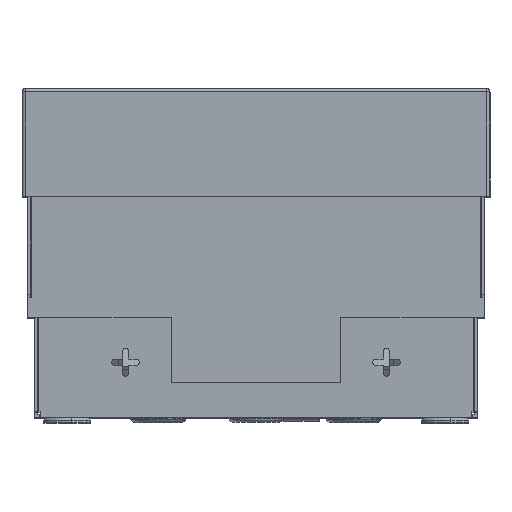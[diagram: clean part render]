
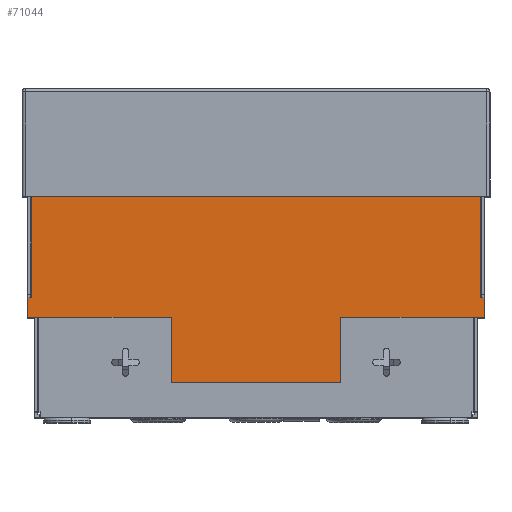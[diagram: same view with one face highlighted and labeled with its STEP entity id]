
A CAD part, top view. The second image highlights one B-rep face of the part: STEP entity #71044.
In plain terms, the highlighted face is planar.
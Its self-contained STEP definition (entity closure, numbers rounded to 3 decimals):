
#529 = ORIENTED_EDGE ( 'NONE', *, *, #87071, .T. ) ;
#1429 = VECTOR ( 'NONE', #77549, 1000. ) ;
#2145 = VERTEX_POINT ( 'NONE', #15439 ) ;
#4029 = CARTESIAN_POINT ( 'NONE',  ( 68.8, 70., 39. ) ) ;
#4089 = VECTOR ( 'NONE', #43770, 1000. ) ;
#4143 = VERTEX_POINT ( 'NONE', #39835 ) ;
#4269 = LINE ( 'NONE', #4306, #14881 ) ;
#4306 = CARTESIAN_POINT ( 'NONE',  ( -70., 70., 45. ) ) ;
#4340 = CARTESIAN_POINT ( 'NONE',  ( 68.17, 70., 1.6 ) ) ;
#4740 = DIRECTION ( 'NONE',  ( 0., 0., -1. ) ) ;
#5717 = DIRECTION ( 'NONE',  ( -1., 0., 0. ) ) ;
#6265 = LINE ( 'NONE', #15752, #38304 ) ;
#6703 = LINE ( 'NONE', #103948, #4089 ) ;
#6721 = VERTEX_POINT ( 'NONE', #59245 ) ;
#7043 = DIRECTION ( 'NONE',  ( 1., 0., 0. ) ) ;
#8154 = ORIENTED_EDGE ( 'NONE', *, *, #75712, .T. ) ;
#10357 = LINE ( 'NONE', #39188, #37029 ) ;
#12314 = DIRECTION ( 'NONE',  ( -1., 0., 0. ) ) ;
#13188 = EDGE_CURVE ( 'NONE', #94487, #6721, #32921, .T. ) ;
#13408 = CARTESIAN_POINT ( 'NONE',  ( -70., 70., 1.83 ) ) ;
#14881 = VECTOR ( 'NONE', #90972, 1000. ) ;
#15439 = CARTESIAN_POINT ( 'NONE',  ( 68.17, 70., 1.6 ) ) ;
#15752 = CARTESIAN_POINT ( 'NONE',  ( 76.083, 70., 39. ) ) ;
#16515 = ORIENTED_EDGE ( 'NONE', *, *, #13188, .F. ) ;
#18131 = LINE ( 'NONE', #4340, #42192 ) ;
#18904 = EDGE_CURVE ( 'NONE', #98115, #54512, #6265, .T. ) ;
#19548 = EDGE_CURVE ( 'NONE', #2145, #56787, #18131, .T. ) ;
#20529 = LINE ( 'NONE', #13408, #23209 ) ;
#21116 = LINE ( 'NONE', #66130, #109441 ) ;
#21358 = LINE ( 'NONE', #59567, #1429 ) ;
#21411 = DIRECTION ( 'NONE',  ( 0., 0., -1. ) ) ;
#22023 = VERTEX_POINT ( 'NONE', #90658 ) ;
#22554 = CARTESIAN_POINT ( 'NONE',  ( -68.17, 70., 45. ) ) ;
#22667 = ORIENTED_EDGE ( 'NONE', *, *, #31679, .T. ) ;
#23209 = VECTOR ( 'NONE', #12314, 1000. ) ;
#25169 = CARTESIAN_POINT ( 'NONE',  ( 68.8, 70., -23. ) ) ;
#25804 = DIRECTION ( 'NONE',  ( 0., 0., 1. ) ) ;
#28356 = EDGE_LOOP ( 'NONE', ( #58305, #22667, #29481, #30024, #16515, #107551, #108855, #8154, #43091, #93781, #104190, #89942, #35961, #54287, #55773, #529, #96394, #43044 ) ) ;
#29481 = ORIENTED_EDGE ( 'NONE', *, *, #18904, .T. ) ;
#30024 = ORIENTED_EDGE ( 'NONE', *, *, #89209, .F. ) ;
#30818 = VECTOR ( 'NONE', #59602, 1000. ) ;
#30895 = VECTOR ( 'NONE', #56992, 1000. ) ;
#31679 = EDGE_CURVE ( 'NONE', #4143, #98115, #21116, .T. ) ;
#32431 = EDGE_CURVE ( 'NONE', #102738, #34677, #49081, .T. ) ;
#32636 = EDGE_CURVE ( 'NONE', #91496, #44871, #10357, .T. ) ;
#32835 = DIRECTION ( 'NONE',  ( 1., 0., 0. ) ) ;
#32921 = LINE ( 'NONE', #41415, #105289 ) ;
#33400 = CARTESIAN_POINT ( 'NONE',  ( -70., 70., 45. ) ) ;
#33518 = CARTESIAN_POINT ( 'NONE',  ( -68.8, 70., 1.83 ) ) ;
#33609 = LINE ( 'NONE', #55847, #30895 ) ;
#33871 = CARTESIAN_POINT ( 'NONE',  ( -70., 70., 45. ) ) ;
#34152 = DIRECTION ( 'NONE',  ( 0., 0., -1. ) ) ;
#34677 = VERTEX_POINT ( 'NONE', #92585 ) ;
#35961 = ORIENTED_EDGE ( 'NONE', *, *, #39800, .F. ) ;
#36293 = CARTESIAN_POINT ( 'NONE',  ( 68.17, 70., 1.83 ) ) ;
#37029 = VECTOR ( 'NONE', #47447, 1000. ) ;
#37116 = LINE ( 'NONE', #103291, #102709 ) ;
#38258 = LINE ( 'NONE', #90493, #86522 ) ;
#38304 = VECTOR ( 'NONE', #84656, 1000. ) ;
#38695 = VERTEX_POINT ( 'NONE', #79918 ) ;
#39188 = CARTESIAN_POINT ( 'NONE',  ( 26., 70., 45. ) ) ;
#39729 = VECTOR ( 'NONE', #25804, 1000. ) ;
#39800 = EDGE_CURVE ( 'NONE', #22023, #34677, #38258, .T. ) ;
#39835 = CARTESIAN_POINT ( 'NONE',  ( 70., 70., 45. ) ) ;
#41415 = CARTESIAN_POINT ( 'NONE',  ( 70., 70., 1.83 ) ) ;
#42192 = VECTOR ( 'NONE', #21411, 1000. ) ;
#43044 = ORIENTED_EDGE ( 'NONE', *, *, #32636, .T. ) ;
#43091 = ORIENTED_EDGE ( 'NONE', *, *, #63863, .F. ) ;
#43770 = DIRECTION ( 'NONE',  ( 1., 0., 0. ) ) ;
#44871 = VERTEX_POINT ( 'NONE', #81814 ) ;
#46640 = LINE ( 'NONE', #54469, #104158 ) ;
#47447 = DIRECTION ( 'NONE',  ( 0., 0., -1. ) ) ;
#48622 = EDGE_CURVE ( 'NONE', #38695, #78331, #37116, .T. ) ;
#49081 = LINE ( 'NONE', #95754, #39729 ) ;
#49328 = AXIS2_PLACEMENT_3D ( 'NONE', #33400, #76787, #34152 ) ;
#50051 = VECTOR ( 'NONE', #4740, 1000. ) ;
#50939 = LINE ( 'NONE', #25169, #30818 ) ;
#50954 = DIRECTION ( 'NONE',  ( -1., 0., 0. ) ) ;
#51596 = LINE ( 'NONE', #56162, #94427 ) ;
#52319 = FACE_OUTER_BOUND ( 'NONE', #28356, .T. ) ;
#53516 = VERTEX_POINT ( 'NONE', #90363 ) ;
#54287 = ORIENTED_EDGE ( 'NONE', *, *, #94133, .T. ) ;
#54469 = CARTESIAN_POINT ( 'NONE',  ( -26., 70., 45. ) ) ;
#54512 = VERTEX_POINT ( 'NONE', #4029 ) ;
#55167 = VECTOR ( 'NONE', #5717, 1000. ) ;
#55773 = ORIENTED_EDGE ( 'NONE', *, *, #48622, .F. ) ;
#55847 = CARTESIAN_POINT ( 'NONE',  ( -70., 70., 45. ) ) ;
#56162 = CARTESIAN_POINT ( 'NONE',  ( 68.17, 70., 45. ) ) ;
#56508 = CARTESIAN_POINT ( 'NONE',  ( 0., 70., 0. ) ) ;
#56787 = VERTEX_POINT ( 'NONE', #102863 ) ;
#56992 = DIRECTION ( 'NONE',  ( -1., 0., 0. ) ) ;
#57161 = DIRECTION ( 'NONE',  ( 0., 0., -1. ) ) ;
#58086 = CARTESIAN_POINT ( 'NONE',  ( -68.17, 70., 1.83 ) ) ;
#58305 = ORIENTED_EDGE ( 'NONE', *, *, #62584, .F. ) ;
#59245 = CARTESIAN_POINT ( 'NONE',  ( 68.8, 70., 1.83 ) ) ;
#59567 = CARTESIAN_POINT ( 'NONE',  ( -68.17, 70., 45. ) ) ;
#59602 = DIRECTION ( 'NONE',  ( 0., 0., 1. ) ) ;
#61176 = CARTESIAN_POINT ( 'NONE',  ( 26., 70., 65. ) ) ;
#62584 = EDGE_CURVE ( 'NONE', #4143, #44871, #33609, .T. ) ;
#63863 = EDGE_CURVE ( 'NONE', #53516, #77788, #21358, .T. ) ;
#66130 = CARTESIAN_POINT ( 'NONE',  ( 70., 70., 39. ) ) ;
#67948 = EDGE_CURVE ( 'NONE', #94487, #2145, #51596, .T. ) ;
#70892 = VERTEX_POINT ( 'NONE', #58086 ) ;
#71044 = ADVANCED_FACE ( 'NONE', ( #52319 ), #94400, .F. ) ;
#72769 = LINE ( 'NONE', #22554, #50051 ) ;
#73183 = CARTESIAN_POINT ( 'NONE',  ( -26., 70., 65. ) ) ;
#75011 = EDGE_CURVE ( 'NONE', #70892, #53516, #72769, .T. ) ;
#75712 = EDGE_CURVE ( 'NONE', #56787, #77788, #83337, .T. ) ;
#76787 = DIRECTION ( 'NONE',  ( 0., -1., 0. ) ) ;
#77549 = DIRECTION ( 'NONE',  ( 0., 0., -1. ) ) ;
#77788 = VERTEX_POINT ( 'NONE', #85293 ) ;
#78331 = VERTEX_POINT ( 'NONE', #33871 ) ;
#79918 = CARTESIAN_POINT ( 'NONE',  ( -26., 70., 45. ) ) ;
#81814 = CARTESIAN_POINT ( 'NONE',  ( 26., 70., 45. ) ) ;
#83337 = LINE ( 'NONE', #56508, #55167 ) ;
#84656 = DIRECTION ( 'NONE',  ( -1., 0., 0. ) ) ;
#85293 = CARTESIAN_POINT ( 'NONE',  ( -68.17, 70., 0. ) ) ;
#86522 = VECTOR ( 'NONE', #32835, 1000. ) ;
#87071 = EDGE_CURVE ( 'NONE', #38695, #102416, #46640, .T. ) ;
#88708 = CARTESIAN_POINT ( 'NONE',  ( 70., 70., 39. ) ) ;
#89209 = EDGE_CURVE ( 'NONE', #6721, #54512, #50939, .T. ) ;
#89942 = ORIENTED_EDGE ( 'NONE', *, *, #32431, .T. ) ;
#90363 = CARTESIAN_POINT ( 'NONE',  ( -68.17, 70., 1.6 ) ) ;
#90493 = CARTESIAN_POINT ( 'NONE',  ( -76.083, 70., 39. ) ) ;
#90658 = CARTESIAN_POINT ( 'NONE',  ( -70., 70., 39. ) ) ;
#90972 = DIRECTION ( 'NONE',  ( 0., 0., 1. ) ) ;
#91496 = VERTEX_POINT ( 'NONE', #61176 ) ;
#92585 = CARTESIAN_POINT ( 'NONE',  ( -68.8, 70., 39. ) ) ;
#93781 = ORIENTED_EDGE ( 'NONE', *, *, #75011, .F. ) ;
#94133 = EDGE_CURVE ( 'NONE', #22023, #78331, #4269, .T. ) ;
#94400 = PLANE ( 'NONE',  #49328 ) ;
#94427 = VECTOR ( 'NONE', #97711, 1000. ) ;
#94487 = VERTEX_POINT ( 'NONE', #36293 ) ;
#95754 = CARTESIAN_POINT ( 'NONE',  ( -68.8, 70., -23. ) ) ;
#96394 = ORIENTED_EDGE ( 'NONE', *, *, #97225, .T. ) ;
#97225 = EDGE_CURVE ( 'NONE', #102416, #91496, #6703, .T. ) ;
#97711 = DIRECTION ( 'NONE',  ( 0., 0., -1. ) ) ;
#98115 = VERTEX_POINT ( 'NONE', #88708 ) ;
#102416 = VERTEX_POINT ( 'NONE', #73183 ) ;
#102709 = VECTOR ( 'NONE', #50954, 1000. ) ;
#102738 = VERTEX_POINT ( 'NONE', #33518 ) ;
#102863 = CARTESIAN_POINT ( 'NONE',  ( 68.17, 70., 0. ) ) ;
#103291 = CARTESIAN_POINT ( 'NONE',  ( -70., 70., 45. ) ) ;
#103948 = CARTESIAN_POINT ( 'NONE',  ( -26., 70., 65. ) ) ;
#104158 = VECTOR ( 'NONE', #105369, 1000. ) ;
#104190 = ORIENTED_EDGE ( 'NONE', *, *, #109603, .T. ) ;
#105289 = VECTOR ( 'NONE', #7043, 1000. ) ;
#105369 = DIRECTION ( 'NONE',  ( 0., 0., 1. ) ) ;
#107551 = ORIENTED_EDGE ( 'NONE', *, *, #67948, .T. ) ;
#108855 = ORIENTED_EDGE ( 'NONE', *, *, #19548, .T. ) ;
#109441 = VECTOR ( 'NONE', #57161, 1000. ) ;
#109603 = EDGE_CURVE ( 'NONE', #70892, #102738, #20529, .T. ) ;
